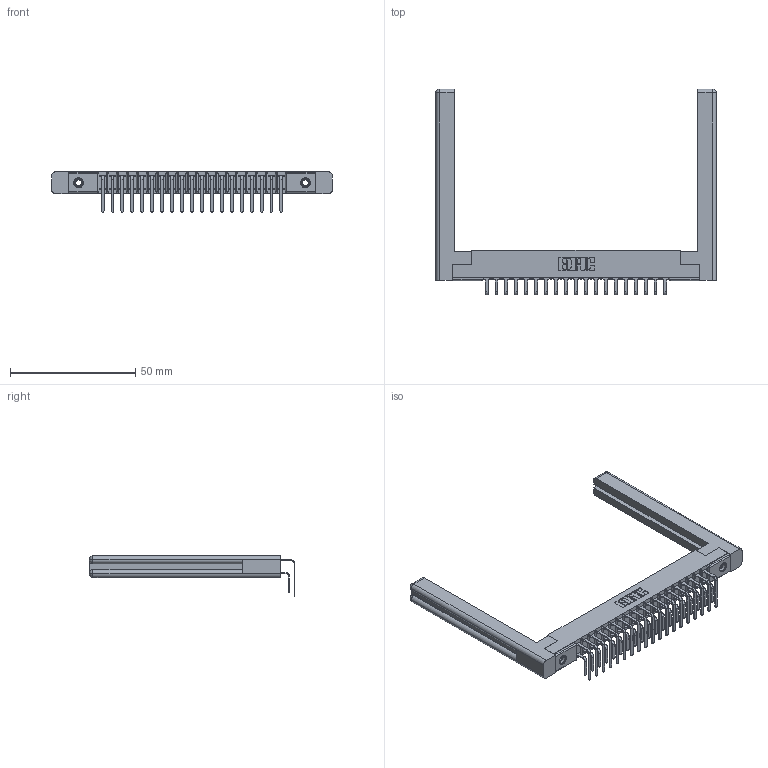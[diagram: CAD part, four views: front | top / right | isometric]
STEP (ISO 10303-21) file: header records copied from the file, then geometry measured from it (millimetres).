
FILE_DESCRIPTION (( 'STEP AP203' ), '1' );
FILE_NAME ('357-019-459-158.STEP', '2020-10-01T02:07:19', ( '' ), ( '' ), 'SwSTEP 2.0', 'SolidWorks 2020', '' );
FILE_SCHEMA (( 'CONFIG_CONTROL_DESIGN' ));
Length unit declared in the file: inch
Products named in the file (6): 345-250-001_345-250-001-102; 307-290-001_558 559 - 1 (Single); 307-220-058; 357-019-459-158; 307-290-001_559 - 2 (Single); 307 Part_.156 Dia Mounting Holes
Assembly tree (43 placements, depth 2):
  357-019-459-158
    307 Part_.156 Dia Mounting Holes
    307-290-001_558 559 - 1 (Single)  x19
    307-290-001_559 - 2 (Single)  x19
    307-220-058  x2
    345-250-001_345-250-001-102  x2
Bounding box: 111.91 x 82 x 16.08 mm (x, y, z)
Volume: 15175.7 mm3; surface area: 19108.9 mm2
Topology: 43 solids, 43 shells, 2180 faces, 6073 edges, 3930 vertices
Faces by surface type: plane 1408, cylinder 708, sphere 40, torus 12, cone 12
Entity records: 23812 total; most frequent: CARTESIAN_POINT 3924, ORIENTED_EDGE 3828, DIRECTION 3810, EDGE_CURVE 1914, LINE 1454, VECTOR 1454, VERTEX_POINT 1238, AXIS2_PLACEMENT_3D 1178
